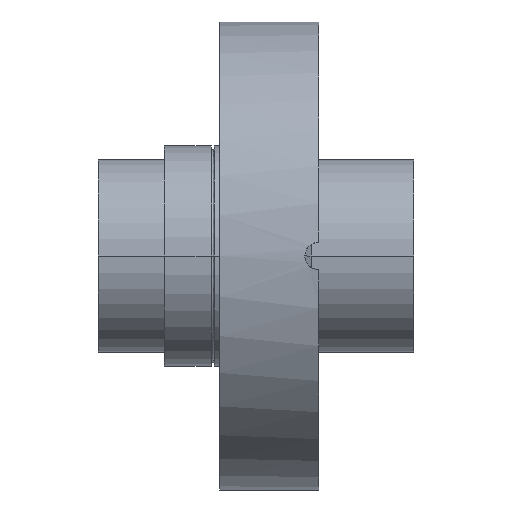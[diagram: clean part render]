
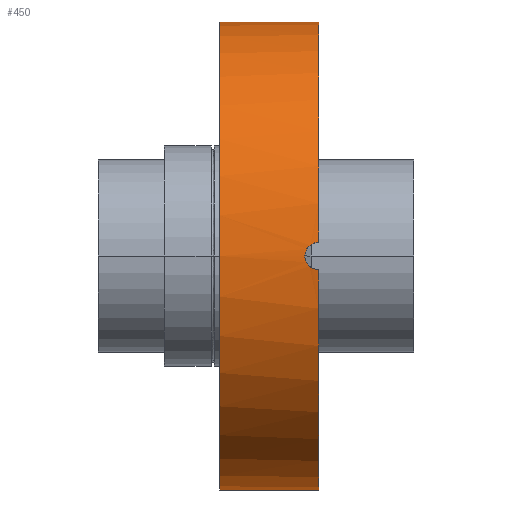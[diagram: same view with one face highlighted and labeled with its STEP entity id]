
A CAD part, front view. The second image highlights one B-rep face of the part: STEP entity #450.
In plain terms, the highlighted cylindrical face has radius 17 mm (diameter 34 mm), a partial arc.
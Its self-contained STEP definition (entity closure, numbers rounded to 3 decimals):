
#450 = ADVANCED_FACE ( 'NONE', ( #2915 ), #2739, .T. ) ;
#675 = AXIS2_PLACEMENT_3D ( 'NONE', #4701, #2352, #5082 ) ;
#1145 = ORIENTED_EDGE ( 'NONE', *, *, #4043, .T. ) ;
#1392 = AXIS2_PLACEMENT_3D ( 'NONE', #4029, #1660, #4428 ) ;
#1421 = CARTESIAN_POINT ( 'NONE',  ( -17., -7.2, 0. ) ) ;
#1430 = CARTESIAN_POINT ( 'NONE',  ( 1., 0., 16.971 ) ) ;
#1467 = CARTESIAN_POINT ( 'NONE',  ( 17., 0., 0. ) ) ;
#1472 = CARTESIAN_POINT ( 'NONE',  ( 17., -7.2, 0. ) ) ;
#1551 = ORIENTED_EDGE ( 'NONE', *, *, #2252, .T. ) ;
#1555 = LINE ( 'NONE', #1421, #2616 ) ;
#1605 = CARTESIAN_POINT ( 'NONE',  ( -1., 0., 16.971 ) ) ;
#1660 = DIRECTION ( 'NONE',  ( 0., 1., 0. ) ) ;
#1663 = EDGE_CURVE ( 'NONE', #1842, #3970, #4183, .T. ) ;
#1842 = VERTEX_POINT ( 'NONE', #1472 ) ;
#1890 = VERTEX_POINT ( 'NONE', #1430 ) ;
#1899 = ORIENTED_EDGE ( 'NONE', *, *, #4434, .F. ) ;
#1976 = DIRECTION ( 'NONE',  ( 0., -1., 0. ) ) ;
#2230 = B_SPLINE_CURVE_WITH_KNOTS ( 'NONE', 3,
 ( #5105, #4821, #3392, #3299, #3274, #3258, #3237, #3217, #3196, #3180, #3162, #2943, #2930, #2876 ),
 .UNSPECIFIED., .F., .F.,
 ( 4, 2, 2, 2, 2, 2, 4 ),
 ( 0., 0., 0.001, 0.002, 0.002, 0.002, 0.003 ),
 .UNSPECIFIED. ) ;
#2252 = EDGE_CURVE ( 'NONE', #1890, #4146, #2230, .T. ) ;
#2277 = AXIS2_PLACEMENT_3D ( 'NONE', #4347, #1976, #4734 ) ;
#2352 = DIRECTION ( 'NONE',  ( 0., -1., 0. ) ) ;
#2616 = VECTOR ( 'NONE', #3819, 1000. ) ;
#2644 = AXIS2_PLACEMENT_3D ( 'NONE', #4983, #4069, #3759 ) ;
#2739 = CYLINDRICAL_SURFACE ( 'NONE', #2644, 17. ) ;
#2876 = CARTESIAN_POINT ( 'NONE',  ( -1., 0., 16.971 ) ) ;
#2915 = FACE_OUTER_BOUND ( 'NONE', #3022, .T. ) ;
#2922 = ORIENTED_EDGE ( 'NONE', *, *, #4107, .T. ) ;
#2930 = CARTESIAN_POINT ( 'NONE',  ( -1., -0.264, 16.971 ) ) ;
#2943 = CARTESIAN_POINT ( 'NONE',  ( -0.891, -0.523, 16.978 ) ) ;
#2997 = CIRCLE ( 'NONE', #675, 17. ) ;
#3022 = EDGE_LOOP ( 'NONE', ( #4964, #5037, #1145, #1551, #2922, #1899 ) ) ;
#3162 = CARTESIAN_POINT ( 'NONE',  ( -0.615, -0.8, 16.989 ) ) ;
#3180 = CARTESIAN_POINT ( 'NONE',  ( -0.504, -0.874, 16.993 ) ) ;
#3196 = CARTESIAN_POINT ( 'NONE',  ( -0.262, -0.974, 16.998 ) ) ;
#3217 = CARTESIAN_POINT ( 'NONE',  ( -0.132, -1., 17. ) ) ;
#3237 = CARTESIAN_POINT ( 'NONE',  ( 0.264, -1., 17. ) ) ;
#3258 = CARTESIAN_POINT ( 'NONE',  ( 0.523, -0.891, 16.993 ) ) ;
#3274 = CARTESIAN_POINT ( 'NONE',  ( 0.8, -0.615, 16.981 ) ) ;
#3299 = CARTESIAN_POINT ( 'NONE',  ( 0.874, -0.504, 16.978 ) ) ;
#3392 = CARTESIAN_POINT ( 'NONE',  ( 0.974, -0.262, 16.972 ) ) ;
#3605 = VERTEX_POINT ( 'NONE', #4245 ) ;
#3759 = DIRECTION ( 'NONE',  ( -1., 0., 0. ) ) ;
#3806 = EDGE_CURVE ( 'NONE', #3605, #1842, #4303, .T. ) ;
#3819 = DIRECTION ( 'NONE',  ( 0., 1., 0. ) ) ;
#3970 = VERTEX_POINT ( 'NONE', #1467 ) ;
#4011 = CARTESIAN_POINT ( 'NONE',  ( -17., 0., 0. ) ) ;
#4029 = CARTESIAN_POINT ( 'NONE',  ( 0., -7.2, 0. ) ) ;
#4043 = EDGE_CURVE ( 'NONE', #3970, #1890, #2997, .T. ) ;
#4069 = DIRECTION ( 'NONE',  ( 0., 1., 0. ) ) ;
#4107 = EDGE_CURVE ( 'NONE', #4146, #4202, #4402, .T. ) ;
#4146 = VERTEX_POINT ( 'NONE', #1605 ) ;
#4183 = LINE ( 'NONE', #4267, #4774 ) ;
#4202 = VERTEX_POINT ( 'NONE', #4011 ) ;
#4213 = DIRECTION ( 'NONE',  ( 0., 1., 0. ) ) ;
#4245 = CARTESIAN_POINT ( 'NONE',  ( -17., -7.2, 0. ) ) ;
#4267 = CARTESIAN_POINT ( 'NONE',  ( 17., -7.2, 0. ) ) ;
#4303 = CIRCLE ( 'NONE', #1392, 17. ) ;
#4347 = CARTESIAN_POINT ( 'NONE',  ( 0., 0., 0. ) ) ;
#4402 = CIRCLE ( 'NONE', #2277, 17. ) ;
#4428 = DIRECTION ( 'NONE',  ( -1., 0., 0. ) ) ;
#4434 = EDGE_CURVE ( 'NONE', #3605, #4202, #1555, .T. ) ;
#4701 = CARTESIAN_POINT ( 'NONE',  ( 0., 0., 0. ) ) ;
#4734 = DIRECTION ( 'NONE',  ( -1., 0., 0. ) ) ;
#4774 = VECTOR ( 'NONE', #4213, 1000. ) ;
#4821 = CARTESIAN_POINT ( 'NONE',  ( 1., -0.132, 16.971 ) ) ;
#4964 = ORIENTED_EDGE ( 'NONE', *, *, #3806, .T. ) ;
#4983 = CARTESIAN_POINT ( 'NONE',  ( 0., -7.2, 0. ) ) ;
#5037 = ORIENTED_EDGE ( 'NONE', *, *, #1663, .T. ) ;
#5082 = DIRECTION ( 'NONE',  ( -1., 0., 0. ) ) ;
#5105 = CARTESIAN_POINT ( 'NONE',  ( 1., 0., 16.971 ) ) ;
